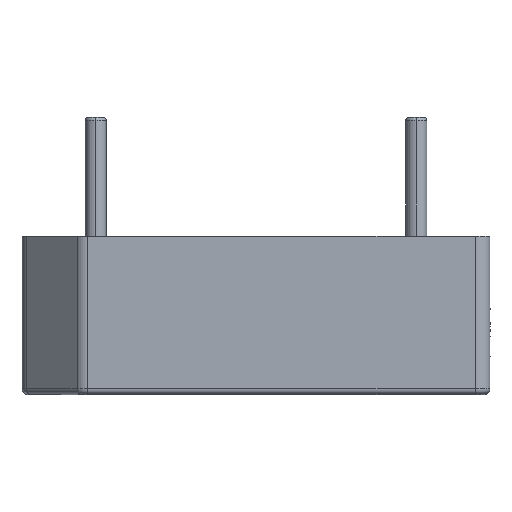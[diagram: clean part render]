
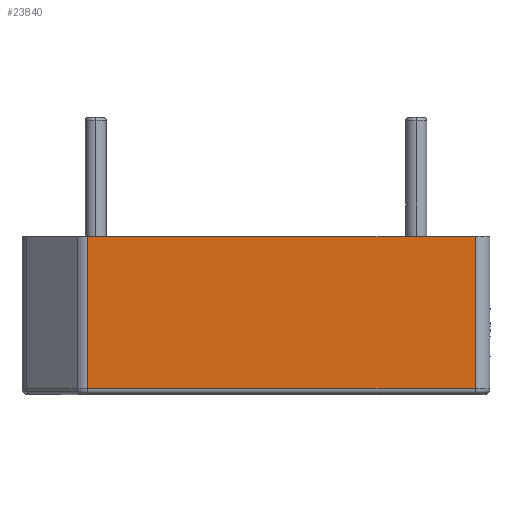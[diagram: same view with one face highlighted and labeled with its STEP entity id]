
A CAD part, left-side view. The second image highlights one B-rep face of the part: STEP entity #23840.
In plain terms, the highlighted planar face has unit normal (-1, 0, 0).
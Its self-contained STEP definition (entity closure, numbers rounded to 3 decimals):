
#24 = VERTEX_POINT ( 'NONE', #12314 ) ;
#221 = VERTEX_POINT ( 'NONE', #1499 ) ;
#1499 = CARTESIAN_POINT ( 'NONE',  ( -7.875, 5.668, 0.2 ) ) ;
#2632 = EDGE_CURVE ( 'NONE', #24, #5925, #18249, .T. ) ;
#3658 = LINE ( 'NONE', #17778, #13559 ) ;
#3727 = EDGE_CURVE ( 'NONE', #24, #6963, #3658, .T. ) ;
#4703 = CARTESIAN_POINT ( 'NONE',  ( -7.875, 5.668, 5.33 ) ) ;
#5585 = ORIENTED_EDGE ( 'NONE', *, *, #2632, .F. ) ;
#5613 = EDGE_CURVE ( 'NONE', #6963, #221, #18715, .T. ) ;
#5646 = EDGE_LOOP ( 'NONE', ( #5585, #22922, #9059, #9888 ) ) ;
#5925 = VERTEX_POINT ( 'NONE', #10279 ) ;
#6566 = DIRECTION ( 'NONE',  ( 0., 1., 0. ) ) ;
#6585 = DIRECTION ( 'NONE',  ( 0., 1., 0. ) ) ;
#6926 = CARTESIAN_POINT ( 'NONE',  ( -7.875, 5.668, 5.32 ) ) ;
#6963 = VERTEX_POINT ( 'NONE', #6926 ) ;
#7163 = VECTOR ( 'NONE', #8948, 1000. ) ;
#8388 = PLANE ( 'NONE',  #14472 ) ;
#8948 = DIRECTION ( 'NONE',  ( 0., -1., 0. ) ) ;
#9059 = ORIENTED_EDGE ( 'NONE', *, *, #5613, .T. ) ;
#9389 = CARTESIAN_POINT ( 'NONE',  ( -7.875, 5.668, 5.33 ) ) ;
#9888 = ORIENTED_EDGE ( 'NONE', *, *, #22100, .T. ) ;
#10279 = CARTESIAN_POINT ( 'NONE',  ( -7.875, -7.375, 0.2 ) ) ;
#10792 = CARTESIAN_POINT ( 'NONE',  ( -7.875, -7.375, 0.2 ) ) ;
#12145 = LINE ( 'NONE', #10792, #7163 ) ;
#12314 = CARTESIAN_POINT ( 'NONE',  ( -7.875, -7.375, 5.32 ) ) ;
#13265 = VECTOR ( 'NONE', #21962, 1000. ) ;
#13559 = VECTOR ( 'NONE', #6585, 1000. ) ;
#14472 = AXIS2_PLACEMENT_3D ( 'NONE', #4703, #17755, #6566 ) ;
#17755 = DIRECTION ( 'NONE',  ( 1., 0., 0. ) ) ;
#17778 = CARTESIAN_POINT ( 'NONE',  ( -7.875, 5.668, 5.32 ) ) ;
#18147 = VECTOR ( 'NONE', #22427, 1000. ) ;
#18238 = CARTESIAN_POINT ( 'NONE',  ( -7.875, -7.375, 5.33 ) ) ;
#18249 = LINE ( 'NONE', #18238, #13265 ) ;
#18715 = LINE ( 'NONE', #9389, #18147 ) ;
#19040 = FACE_OUTER_BOUND ( 'NONE', #5646, .T. ) ;
#21962 = DIRECTION ( 'NONE',  ( 0., 0., -1. ) ) ;
#22100 = EDGE_CURVE ( 'NONE', #221, #5925, #12145, .T. ) ;
#22427 = DIRECTION ( 'NONE',  ( 0., 0., -1. ) ) ;
#22922 = ORIENTED_EDGE ( 'NONE', *, *, #3727, .T. ) ;
#23840 = ADVANCED_FACE ( 'NONE', ( #19040 ), #8388, .F. ) ;
